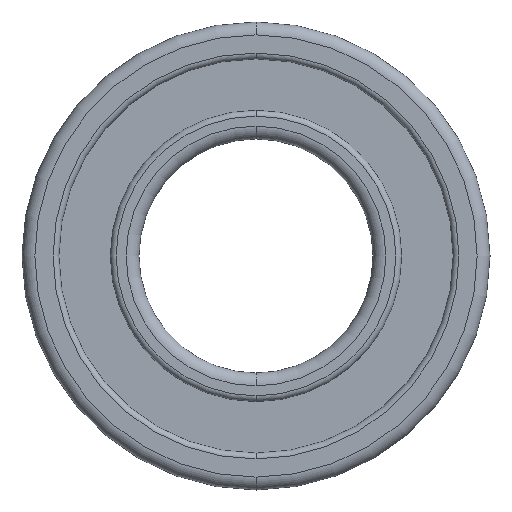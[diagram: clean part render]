
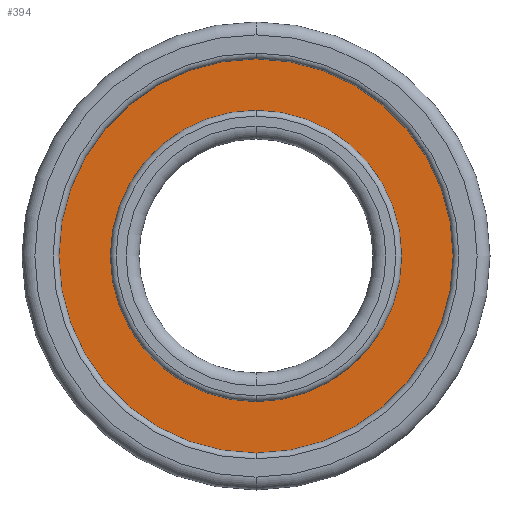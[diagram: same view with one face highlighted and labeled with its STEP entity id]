
A CAD part, front view. The second image highlights one B-rep face of the part: STEP entity #394.
In plain terms, the highlighted planar face has unit normal (0, -1, 0).
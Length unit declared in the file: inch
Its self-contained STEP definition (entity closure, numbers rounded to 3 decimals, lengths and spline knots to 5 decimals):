
#9 = AXIS2_PLACEMENT_3D ( 'NONE', #127, #119, #115 ) ;
#12 = AXIS2_PLACEMENT_3D ( 'NONE', #162, #141, #139 ) ;
#14 = FACE_OUTER_BOUND ( 'NONE', #77, .T. ) ;
#24 = AXIS2_PLACEMENT_3D ( 'NONE', #750, #748, #746 ) ;
#30 = EDGE_LOOP ( 'NONE', ( #538, #263 ) ) ;
#77 = EDGE_LOOP ( 'NONE', ( #138, #446 ) ) ;
#115 = DIRECTION ( 'NONE',  ( 0., 0., 1. ) ) ;
#119 = DIRECTION ( 'NONE',  ( 0., 1., 0. ) ) ;
#127 = CARTESIAN_POINT ( 'NONE',  ( 0., 0.0225, 0. ) ) ;
#138 = ORIENTED_EDGE ( 'NONE', *, *, #396, .F. ) ;
#139 = DIRECTION ( 'NONE',  ( 0., 0., 1. ) ) ;
#141 = DIRECTION ( 'NONE',  ( 0., 1., 0. ) ) ;
#150 = CARTESIAN_POINT ( 'NONE',  ( 0., 0.0225, -0.6225 ) ) ;
#158 = CIRCLE ( 'NONE', #24, 0.6225 ) ;
#162 = CARTESIAN_POINT ( 'NONE',  ( 0., 0.0225, 0. ) ) ;
#177 = AXIS2_PLACEMENT_3D ( 'NONE', #405, #431, #355 ) ;
#198 = VERTEX_POINT ( 'NONE', #150 ) ;
#199 = FACE_BOUND ( 'NONE', #30, .T. ) ;
#263 = ORIENTED_EDGE ( 'NONE', *, *, #484, .T. ) ;
#285 = VERTEX_POINT ( 'NONE', #441 ) ;
#286 = CIRCLE ( 'NONE', #9, 0.6225 ) ;
#301 = EDGE_CURVE ( 'NONE', #627, #562, #448, .T. ) ;
#307 = EDGE_CURVE ( 'NONE', #198, #285, #286, .T. ) ;
#355 = DIRECTION ( 'NONE',  ( 0., 0., 1. ) ) ;
#378 = DIRECTION ( 'NONE',  ( 0., 0., 1. ) ) ;
#380 = AXIS2_PLACEMENT_3D ( 'NONE', #474, #786, #378 ) ;
#394 = ADVANCED_FACE ( 'NONE', ( #14, #199 ), #502, .T. ) ;
#396 = EDGE_CURVE ( 'NONE', #562, #627, #508, .T. ) ;
#405 = CARTESIAN_POINT ( 'NONE',  ( 0., 0.0225, 0. ) ) ;
#431 = DIRECTION ( 'NONE',  ( 0., 1., 0. ) ) ;
#441 = CARTESIAN_POINT ( 'NONE',  ( 0., 0.0225, 0.6225 ) ) ;
#443 = CARTESIAN_POINT ( 'NONE',  ( 0., 0.0225, -0.8425 ) ) ;
#446 = ORIENTED_EDGE ( 'NONE', *, *, #301, .F. ) ;
#448 = CIRCLE ( 'NONE', #12, 0.8425 ) ;
#474 = CARTESIAN_POINT ( 'NONE',  ( 0., 0.0225, 0. ) ) ;
#484 = EDGE_CURVE ( 'NONE', #285, #198, #158, .T. ) ;
#502 = PLANE ( 'NONE',  #380 ) ;
#508 = CIRCLE ( 'NONE', #177, 0.8425 ) ;
#538 = ORIENTED_EDGE ( 'NONE', *, *, #307, .T. ) ;
#562 = VERTEX_POINT ( 'NONE', #575 ) ;
#575 = CARTESIAN_POINT ( 'NONE',  ( 0., 0.0225, 0.8425 ) ) ;
#627 = VERTEX_POINT ( 'NONE', #443 ) ;
#746 = DIRECTION ( 'NONE',  ( 0., 0., 1. ) ) ;
#748 = DIRECTION ( 'NONE',  ( 0., 1., 0. ) ) ;
#750 = CARTESIAN_POINT ( 'NONE',  ( 0., 0.0225, 0. ) ) ;
#786 = DIRECTION ( 'NONE',  ( 0., -1., 0. ) ) ;
